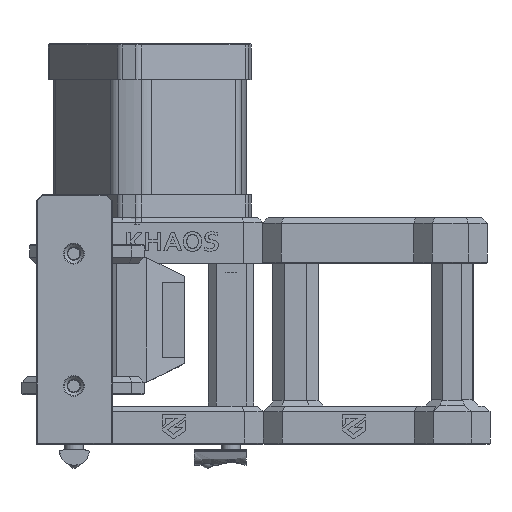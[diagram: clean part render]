
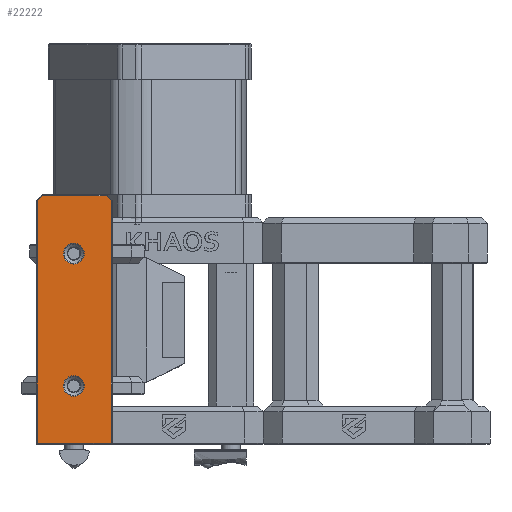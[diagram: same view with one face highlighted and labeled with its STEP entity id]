
A CAD part, front view. The second image highlights one B-rep face of the part: STEP entity #22222.
In plain terms, the highlighted planar face has unit normal (0, -1, 0).
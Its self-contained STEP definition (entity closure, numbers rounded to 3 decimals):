
#1259=FACE_BOUND('',#4483,.T.);
#1260=FACE_BOUND('',#4484,.T.);
#1825=PLANE('',#24430);
#3045=FACE_OUTER_BOUND('',#4482,.T.);
#4482=EDGE_LOOP('',(#20477,#20478,#20479,#20480,#20481,#20482));
#4483=EDGE_LOOP('',(#20483));
#4484=EDGE_LOOP('',(#20484));
#6367=LINE('',#40843,#8309);
#6380=LINE('',#40873,#8322);
#6383=LINE('',#40884,#8325);
#6384=LINE('',#40885,#8326);
#6385=LINE('',#40886,#8327);
#6386=LINE('',#40887,#8328);
#8309=VECTOR('',#30263,10.);
#8322=VECTOR('',#30288,10.);
#8325=VECTOR('',#30299,10.);
#8326=VECTOR('',#30300,10.);
#8327=VECTOR('',#30301,10.);
#8328=VECTOR('',#30302,10.);
#9336=CIRCLE('',#24428,2.75);
#9338=CIRCLE('',#24431,2.75);
#11275=VERTEX_POINT('',#40840);
#11276=VERTEX_POINT('',#40842);
#11286=VERTEX_POINT('',#40870);
#11287=VERTEX_POINT('',#40872);
#11288=VERTEX_POINT('',#40876);
#11290=VERTEX_POINT('',#40882);
#11291=VERTEX_POINT('',#40883);
#11292=VERTEX_POINT('',#40888);
#14355=EDGE_CURVE('',#11275,#11276,#6367,.T.);
#14370=EDGE_CURVE('',#11286,#11287,#6380,.T.);
#14372=EDGE_CURVE('',#11288,#11288,#9336,.T.);
#14375=EDGE_CURVE('',#11290,#11291,#6383,.T.);
#14376=EDGE_CURVE('',#11287,#11290,#6384,.T.);
#14377=EDGE_CURVE('',#11276,#11286,#6385,.T.);
#14378=EDGE_CURVE('',#11291,#11275,#6386,.T.);
#14379=EDGE_CURVE('',#11292,#11292,#9338,.T.);
#20477=ORIENTED_EDGE('',*,*,#14375,.F.);
#20478=ORIENTED_EDGE('',*,*,#14376,.F.);
#20479=ORIENTED_EDGE('',*,*,#14370,.F.);
#20480=ORIENTED_EDGE('',*,*,#14377,.F.);
#20481=ORIENTED_EDGE('',*,*,#14355,.F.);
#20482=ORIENTED_EDGE('',*,*,#14378,.F.);
#20483=ORIENTED_EDGE('',*,*,#14379,.F.);
#20484=ORIENTED_EDGE('',*,*,#14372,.F.);
#22222=ADVANCED_FACE('',(#3045,#1259,#1260),#1825,.T.);
#24428=AXIS2_PLACEMENT_3D('',#40877,#30292,#30293);
#24430=AXIS2_PLACEMENT_3D('',#40881,#30297,#30298);
#24431=AXIS2_PLACEMENT_3D('',#40889,#30303,#30304);
#30263=DIRECTION('',(0.707,0.,0.707));
#30288=DIRECTION('',(0.707,0.,-0.707));
#30292=DIRECTION('center_axis',(0.,-1.,0.));
#30293=DIRECTION('ref_axis',(1.,0.,0.));
#30297=DIRECTION('center_axis',(0.,-1.,0.));
#30298=DIRECTION('ref_axis',(0.,0.,-1.));
#30299=DIRECTION('',(-1.,0.,0.));
#30300=DIRECTION('',(0.,0.,-1.));
#30301=DIRECTION('',(1.,0.,0.));
#30302=DIRECTION('',(0.,0.,1.));
#30303=DIRECTION('center_axis',(0.,-1.,0.));
#30304=DIRECTION('ref_axis',(1.,0.,0.));
#40840=CARTESIAN_POINT('',(-204.75,41.812,511.851));
#40842=CARTESIAN_POINT('',(-203.396,41.812,513.204));
#40843=CARTESIAN_POINT('',(-205.573,41.812,511.028));
#40870=CARTESIAN_POINT('',(-186.604,41.812,513.204));
#40872=CARTESIAN_POINT('',(-185.25,41.812,511.851));
#40873=CARTESIAN_POINT('',(-189.427,41.812,516.028));
#40876=CARTESIAN_POINT('',(-197.886,41.812,497.856));
#40877=CARTESIAN_POINT('Origin',(-195.136,41.812,497.856));
#40881=CARTESIAN_POINT('Origin',(-205.,41.812,507.454));
#40882=CARTESIAN_POINT('',(-185.25,41.812,447.75));
#40883=CARTESIAN_POINT('',(-204.75,41.812,447.75));
#40884=CARTESIAN_POINT('',(-205.,41.812,447.75));
#40885=CARTESIAN_POINT('',(-185.25,41.812,492.154));
#40886=CARTESIAN_POINT('',(-205.,41.812,513.204));
#40887=CARTESIAN_POINT('',(-204.75,41.812,492.154));
#40888=CARTESIAN_POINT('',(-197.886,41.812,462.856));
#40889=CARTESIAN_POINT('Origin',(-195.136,41.812,462.856));
